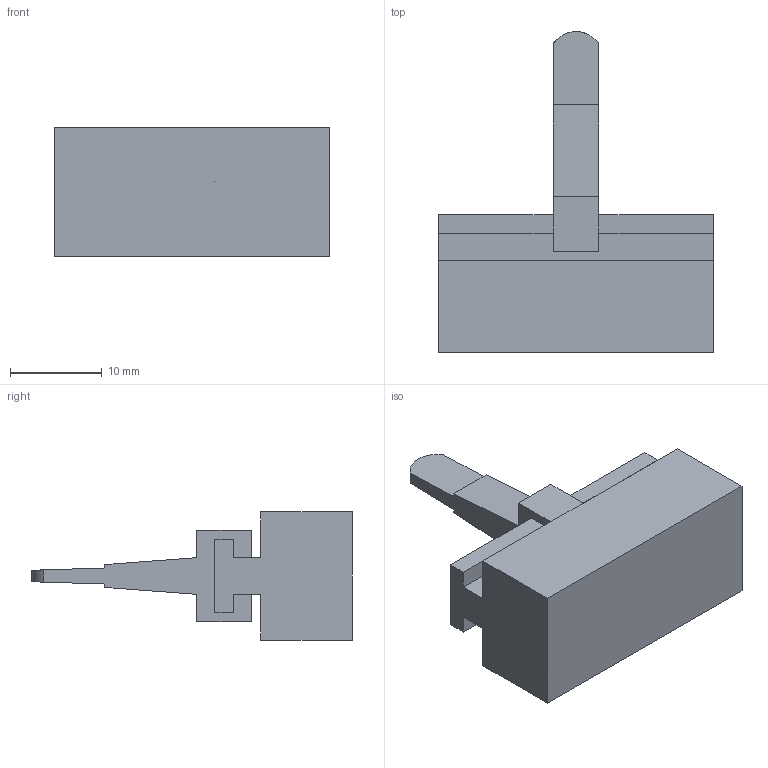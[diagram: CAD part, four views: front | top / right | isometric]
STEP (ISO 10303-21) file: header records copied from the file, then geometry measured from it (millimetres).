
FILE_DESCRIPTION(('produced by SPATIAL CORP'),'2;1');
FILE_NAME( 'eq_switch2_.hh.sat.stp' ,'2002-04-19T14:02:46+00:00',('SPATIAL CORP'),('SPATIAL CORP'), 'ACIS STEP Husk','http://www.spatial.com','SPATIAL CORP');
FILE_SCHEMA(('CONFIG_CONTROL_DESIGN'));
Length unit declared in the file: millimetre
Products named in the file (1): PRODUCT_ID_1
Bounding box: 30 x 35 x 14 mm (x, y, z)
Volume: 5440 mm3; surface area: 2681.2 mm2
Topology: 1 solids, 1 shells, 34 faces, 96 edges, 64 vertices
Faces by surface type: plane 33, cylinder 1
Entity records: 1183 total; most frequent: CARTESIAN_POINT 218, ORIENTED_EDGE 192, DIRECTION 162, EDGE_CURVE 96, VECTOR 94, LINE 94, VERTEX_POINT 64, EDGE_LOOP 34
